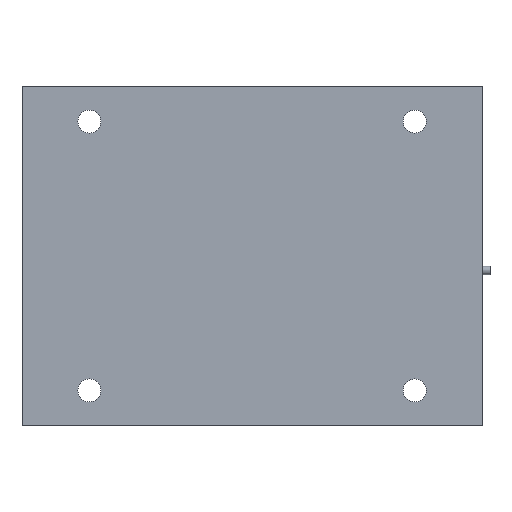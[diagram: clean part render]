
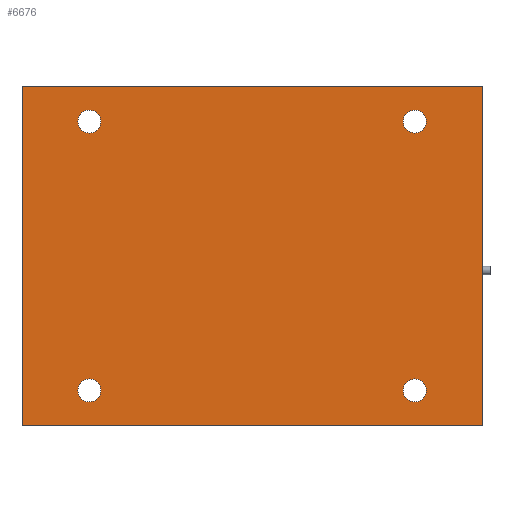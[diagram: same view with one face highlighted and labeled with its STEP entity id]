
A CAD part, front view. The second image highlights one B-rep face of the part: STEP entity #6676.
In plain terms, the highlighted planar face has unit normal (0, -1, 0).
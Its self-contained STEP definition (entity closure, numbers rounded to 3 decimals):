
#105 = AXIS2_PLACEMENT_3D ( 'NONE', #7036, #9552, #10431 ) ;
#188 = DIRECTION ( 'NONE',  ( 0., 0., 1. ) ) ;
#413 = LINE ( 'NONE', #2386, #5422 ) ;
#459 = LINE ( 'NONE', #5452, #2043 ) ;
#501 = EDGE_CURVE ( 'NONE', #631, #7660, #8430, .T. ) ;
#543 = EDGE_LOOP ( 'NONE', ( #2917, #5440, #4504, #5917 ) ) ;
#592 = FACE_BOUND ( 'NONE', #2494, .T. ) ;
#631 = VERTEX_POINT ( 'NONE', #9022 ) ;
#683 = DIRECTION ( 'NONE',  ( 0., 0., -1. ) ) ;
#810 = ORIENTED_EDGE ( 'NONE', *, *, #10377, .T. ) ;
#819 = CARTESIAN_POINT ( 'NONE',  ( -135.7, 0., 120.65 ) ) ;
#975 = CIRCLE ( 'NONE', #105, 10.3 ) ;
#1058 = VERTEX_POINT ( 'NONE', #6262 ) ;
#1170 = CIRCLE ( 'NONE', #9708, 10.3 ) ;
#1195 = AXIS2_PLACEMENT_3D ( 'NONE', #3342, #5790, #9148 ) ;
#1249 = EDGE_CURVE ( 'NONE', #1768, #1058, #1696, .T. ) ;
#1274 = ORIENTED_EDGE ( 'NONE', *, *, #1448, .T. ) ;
#1304 = DIRECTION ( 'NONE',  ( 0., 0., 1. ) ) ;
#1334 = VECTOR ( 'NONE', #2009, 1000. ) ;
#1360 = DIRECTION ( 'NONE',  ( 0., 0., 1. ) ) ;
#1419 = FACE_BOUND ( 'NONE', #5819, .T. ) ;
#1448 = EDGE_CURVE ( 'NONE', #7051, #6008, #5225, .T. ) ;
#1512 = CARTESIAN_POINT ( 'NONE',  ( 146., 0., -120.65 ) ) ;
#1519 = EDGE_CURVE ( 'NONE', #6008, #7051, #9152, .T. ) ;
#1652 = VERTEX_POINT ( 'NONE', #2595 ) ;
#1680 = AXIS2_PLACEMENT_3D ( 'NONE', #8133, #10677, #2261 ) ;
#1696 = LINE ( 'NONE', #6233, #3282 ) ;
#1711 = EDGE_LOOP ( 'NONE', ( #7902, #10534 ) ) ;
#1768 = VERTEX_POINT ( 'NONE', #10894 ) ;
#1940 = VERTEX_POINT ( 'NONE', #10613 ) ;
#1989 = CIRCLE ( 'NONE', #3414, 10.3 ) ;
#2009 = DIRECTION ( 'NONE',  ( 0., 0., -1. ) ) ;
#2043 = VECTOR ( 'NONE', #3883, 1000. ) ;
#2261 = DIRECTION ( 'NONE',  ( 0., 0., 1. ) ) ;
#2383 = EDGE_CURVE ( 'NONE', #1940, #4053, #1170, .T. ) ;
#2386 = CARTESIAN_POINT ( 'NONE',  ( 206.4, 0., 152.4 ) ) ;
#2494 = EDGE_LOOP ( 'NONE', ( #7814, #9874 ) ) ;
#2595 = CARTESIAN_POINT ( 'NONE',  ( 135.7, 0., -120.65 ) ) ;
#2700 = AXIS2_PLACEMENT_3D ( 'NONE', #4595, #3748, #7157 ) ;
#2734 = AXIS2_PLACEMENT_3D ( 'NONE', #4001, #9138, #6514 ) ;
#2917 = ORIENTED_EDGE ( 'NONE', *, *, #1249, .T. ) ;
#3282 = VECTOR ( 'NONE', #5982, 1000. ) ;
#3342 = CARTESIAN_POINT ( 'NONE',  ( 146., 0., 120.65 ) ) ;
#3414 = AXIS2_PLACEMENT_3D ( 'NONE', #9771, #8995, #1360 ) ;
#3543 = CARTESIAN_POINT ( 'NONE',  ( -206.4, 0., 152.4 ) ) ;
#3659 = DIRECTION ( 'NONE',  ( 0., 1., 0. ) ) ;
#3748 = DIRECTION ( 'NONE',  ( 0., 1., 0. ) ) ;
#3883 = DIRECTION ( 'NONE',  ( 1., 0., 0. ) ) ;
#4001 = CARTESIAN_POINT ( 'NONE',  ( -146., 0., 120.65 ) ) ;
#4053 = VERTEX_POINT ( 'NONE', #10654 ) ;
#4227 = DIRECTION ( 'NONE',  ( 0., 0., 1. ) ) ;
#4504 = ORIENTED_EDGE ( 'NONE', *, *, #9366, .F. ) ;
#4595 = CARTESIAN_POINT ( 'NONE',  ( 0., 0., 152.4 ) ) ;
#4653 = CARTESIAN_POINT ( 'NONE',  ( -156.3, 0., 120.65 ) ) ;
#4918 = CARTESIAN_POINT ( 'NONE',  ( -135.7, 0., -120.65 ) ) ;
#5225 = CIRCLE ( 'NONE', #2734, 10.3 ) ;
#5300 = CARTESIAN_POINT ( 'NONE',  ( -206.4, 0., 152.4 ) ) ;
#5334 = CARTESIAN_POINT ( 'NONE',  ( 206.4, 0., 152.4 ) ) ;
#5422 = VECTOR ( 'NONE', #683, 1000. ) ;
#5440 = ORIENTED_EDGE ( 'NONE', *, *, #9076, .F. ) ;
#5452 = CARTESIAN_POINT ( 'NONE',  ( 0., 0., 152.4 ) ) ;
#5484 = FACE_BOUND ( 'NONE', #9244, .T. ) ;
#5790 = DIRECTION ( 'NONE',  ( 0., 1., 0. ) ) ;
#5819 = EDGE_LOOP ( 'NONE', ( #1274, #7088 ) ) ;
#5917 = ORIENTED_EDGE ( 'NONE', *, *, #10025, .T. ) ;
#5982 = DIRECTION ( 'NONE',  ( 1., 0., 0. ) ) ;
#6008 = VERTEX_POINT ( 'NONE', #819 ) ;
#6109 = CARTESIAN_POINT ( 'NONE',  ( 156.3, 0., -120.65 ) ) ;
#6233 = CARTESIAN_POINT ( 'NONE',  ( 0., 0., -152.4 ) ) ;
#6262 = CARTESIAN_POINT ( 'NONE',  ( 206.4, 0., -152.4 ) ) ;
#6423 = DIRECTION ( 'NONE',  ( 0., 1., 0. ) ) ;
#6514 = DIRECTION ( 'NONE',  ( 0., 0., 1. ) ) ;
#6676 = ADVANCED_FACE ( 'NONE', ( #1419, #592, #5484, #10776, #9938 ), #9104, .F. ) ;
#6690 = DIRECTION ( 'NONE',  ( 0., 1., 0. ) ) ;
#6754 = EDGE_CURVE ( 'NONE', #9663, #1652, #1989, .T. ) ;
#6945 = AXIS2_PLACEMENT_3D ( 'NONE', #1512, #6690, #4227 ) ;
#6975 = LINE ( 'NONE', #5300, #1334 ) ;
#7036 = CARTESIAN_POINT ( 'NONE',  ( -146., 0., -120.65 ) ) ;
#7051 = VERTEX_POINT ( 'NONE', #4653 ) ;
#7088 = ORIENTED_EDGE ( 'NONE', *, *, #1519, .T. ) ;
#7157 = DIRECTION ( 'NONE',  ( 0., 0., 1. ) ) ;
#7660 = VERTEX_POINT ( 'NONE', #4918 ) ;
#7799 = CARTESIAN_POINT ( 'NONE',  ( -146., 0., -120.65 ) ) ;
#7814 = ORIENTED_EDGE ( 'NONE', *, *, #8175, .T. ) ;
#7902 = ORIENTED_EDGE ( 'NONE', *, *, #501, .T. ) ;
#8020 = CIRCLE ( 'NONE', #6945, 10.3 ) ;
#8133 = CARTESIAN_POINT ( 'NONE',  ( -146., 0., 120.65 ) ) ;
#8175 = EDGE_CURVE ( 'NONE', #4053, #1940, #10259, .T. ) ;
#8298 = ORIENTED_EDGE ( 'NONE', *, *, #6754, .T. ) ;
#8430 = CIRCLE ( 'NONE', #9317, 10.3 ) ;
#8940 = CARTESIAN_POINT ( 'NONE',  ( 146., 0., 120.65 ) ) ;
#8995 = DIRECTION ( 'NONE',  ( 0., 1., 0. ) ) ;
#9022 = CARTESIAN_POINT ( 'NONE',  ( -156.3, 0., -120.65 ) ) ;
#9076 = EDGE_CURVE ( 'NONE', #9292, #1058, #413, .T. ) ;
#9104 = PLANE ( 'NONE',  #2700 ) ;
#9138 = DIRECTION ( 'NONE',  ( 0., 1., 0. ) ) ;
#9148 = DIRECTION ( 'NONE',  ( 0., 0., 1. ) ) ;
#9152 = CIRCLE ( 'NONE', #1680, 10.3 ) ;
#9244 = EDGE_LOOP ( 'NONE', ( #810, #8298 ) ) ;
#9292 = VERTEX_POINT ( 'NONE', #5334 ) ;
#9317 = AXIS2_PLACEMENT_3D ( 'NONE', #7799, #3659, #188 ) ;
#9366 = EDGE_CURVE ( 'NONE', #9614, #9292, #459, .T. ) ;
#9552 = DIRECTION ( 'NONE',  ( 0., 1., 0. ) ) ;
#9614 = VERTEX_POINT ( 'NONE', #3543 ) ;
#9663 = VERTEX_POINT ( 'NONE', #6109 ) ;
#9708 = AXIS2_PLACEMENT_3D ( 'NONE', #8940, #6423, #1304 ) ;
#9771 = CARTESIAN_POINT ( 'NONE',  ( 146., 0., -120.65 ) ) ;
#9874 = ORIENTED_EDGE ( 'NONE', *, *, #2383, .T. ) ;
#9938 = FACE_OUTER_BOUND ( 'NONE', #543, .T. ) ;
#10025 = EDGE_CURVE ( 'NONE', #9614, #1768, #6975, .T. ) ;
#10093 = EDGE_CURVE ( 'NONE', #7660, #631, #975, .T. ) ;
#10259 = CIRCLE ( 'NONE', #1195, 10.3 ) ;
#10377 = EDGE_CURVE ( 'NONE', #1652, #9663, #8020, .T. ) ;
#10431 = DIRECTION ( 'NONE',  ( 0., 0., 1. ) ) ;
#10534 = ORIENTED_EDGE ( 'NONE', *, *, #10093, .T. ) ;
#10613 = CARTESIAN_POINT ( 'NONE',  ( 156.3, 0., 120.65 ) ) ;
#10654 = CARTESIAN_POINT ( 'NONE',  ( 135.7, 0., 120.65 ) ) ;
#10677 = DIRECTION ( 'NONE',  ( 0., 1., 0. ) ) ;
#10776 = FACE_BOUND ( 'NONE', #1711, .T. ) ;
#10894 = CARTESIAN_POINT ( 'NONE',  ( -206.4, 0., -152.4 ) ) ;
